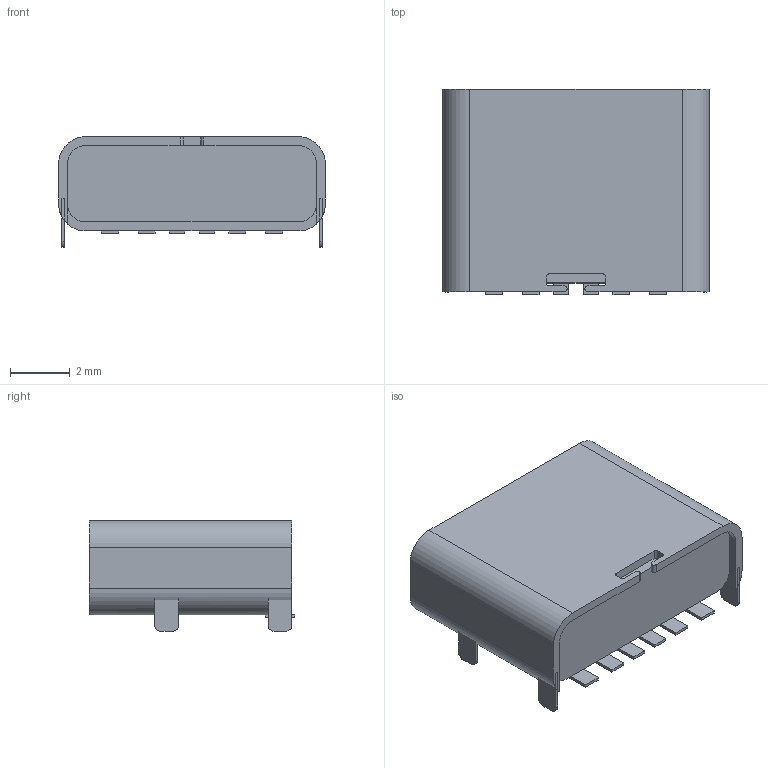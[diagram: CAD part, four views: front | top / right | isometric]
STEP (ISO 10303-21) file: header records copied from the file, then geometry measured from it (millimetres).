
FILE_DESCRIPTION (( 'STEP AP214' ), '1' );
FILE_NAME ('B07B5527-0623-4448-9E85-4A5166EA02A6.STEP', '2022-08-19T08:12:04', ( '' ), ( '' ), 'SwSTEP 2.0', 'SolidWorks 2022', '' );
FILE_SCHEMA (( 'AUTOMOTIVE_DESIGN' ));
Length unit declared in the file: millimetre
Products named in the file (1): B07B5527-0623-4448-9E85-4A5166EA02A6
Bounding box: 8.94 x 6.9 x 3.71 mm (x, y, z)
Volume: 104.5 mm3; surface area: 491.4 mm2
Topology: 13 solids, 13 shells, 128 faces, 301 edges, 198 vertices
Faces by surface type: plane 89, cylinder 35, bspline 4
Entity records: 3849 total; most frequent: CARTESIAN_POINT 704, DIRECTION 619, ORIENTED_EDGE 602, EDGE_CURVE 301, LINE 225, VECTOR 225, VERTEX_POINT 198, AXIS2_PLACEMENT_3D 197
